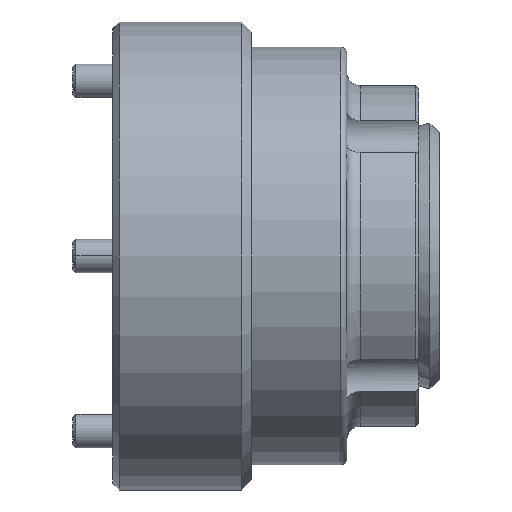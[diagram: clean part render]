
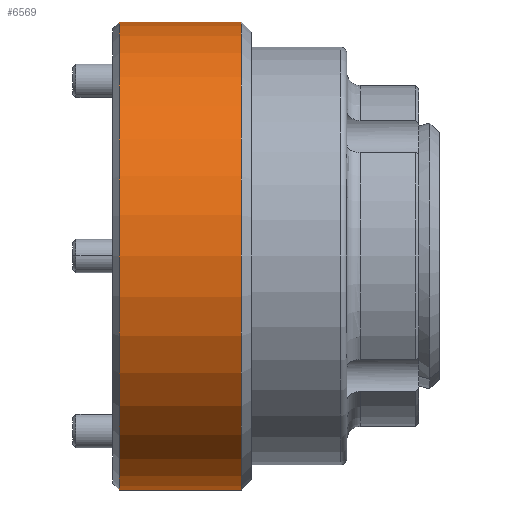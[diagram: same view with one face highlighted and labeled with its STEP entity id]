
A CAD part, front view. The second image highlights one B-rep face of the part: STEP entity #6569.
In plain terms, the highlighted cylindrical face has radius 70 mm (diameter 140 mm), a partial arc.
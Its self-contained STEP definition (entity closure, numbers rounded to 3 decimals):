
#58 = CARTESIAN_POINT ( 'NONE',  ( 38.5, 0., 70. ) ) ;
#61 = DIRECTION ( 'NONE',  ( 0., 0., 1. ) ) ;
#134 = ORIENTED_EDGE ( 'NONE', *, *, #7092, .T. ) ;
#227 = EDGE_CURVE ( 'NONE', #1123, #6647, #5252, .T. ) ;
#545 = CIRCLE ( 'NONE', #5043, 70. ) ;
#664 = CYLINDRICAL_SURFACE ( 'NONE', #1698, 70. ) ;
#1123 = VERTEX_POINT ( 'NONE', #7121 ) ;
#1174 = CARTESIAN_POINT ( 'NONE',  ( 38.5, 0., 0. ) ) ;
#1210 = ORIENTED_EDGE ( 'NONE', *, *, #4815, .T. ) ;
#1235 = CARTESIAN_POINT ( 'NONE',  ( 2., 0., 70. ) ) ;
#1301 = DIRECTION ( 'NONE',  ( 0., 0., -1. ) ) ;
#1698 = AXIS2_PLACEMENT_3D ( 'NONE', #3122, #5556, #61 ) ;
#2049 = DIRECTION ( 'NONE',  ( -1., 0., 0. ) ) ;
#2204 = DIRECTION ( 'NONE',  ( -1., 0., 0. ) ) ;
#2413 = CIRCLE ( 'NONE', #5858, 70. ) ;
#3122 = CARTESIAN_POINT ( 'NONE',  ( 0., 0., 0. ) ) ;
#3627 = DIRECTION ( 'NONE',  ( -1., 0., 0. ) ) ;
#3802 = VECTOR ( 'NONE', #2049, 1000. ) ;
#4303 = VECTOR ( 'NONE', #2204, 1000. ) ;
#4355 = CARTESIAN_POINT ( 'NONE',  ( 2., 0., 0. ) ) ;
#4658 = VERTEX_POINT ( 'NONE', #1235 ) ;
#4815 = EDGE_CURVE ( 'NONE', #5197, #4658, #5097, .T. ) ;
#5043 = AXIS2_PLACEMENT_3D ( 'NONE', #4355, #6783, #1301 ) ;
#5097 = LINE ( 'NONE', #7523, #3802 ) ;
#5197 = VERTEX_POINT ( 'NONE', #58 ) ;
#5252 = LINE ( 'NONE', #7673, #4303 ) ;
#5556 = DIRECTION ( 'NONE',  ( -1., 0., 0. ) ) ;
#5610 = EDGE_CURVE ( 'NONE', #1123, #5197, #2413, .T. ) ;
#5684 = CARTESIAN_POINT ( 'NONE',  ( 2., 0., -70. ) ) ;
#5836 = ORIENTED_EDGE ( 'NONE', *, *, #227, .F. ) ;
#5858 = AXIS2_PLACEMENT_3D ( 'NONE', #1174, #3627, #6066 ) ;
#6066 = DIRECTION ( 'NONE',  ( 0., 0., 1. ) ) ;
#6158 = FACE_OUTER_BOUND ( 'NONE', #7609, .T. ) ;
#6569 = ADVANCED_FACE ( 'NONE', ( #6158 ), #664, .T. ) ;
#6647 = VERTEX_POINT ( 'NONE', #5684 ) ;
#6783 = DIRECTION ( 'NONE',  ( 1., 0., 0. ) ) ;
#7092 = EDGE_CURVE ( 'NONE', #4658, #6647, #545, .T. ) ;
#7121 = CARTESIAN_POINT ( 'NONE',  ( 38.5, 0., -70. ) ) ;
#7174 = ORIENTED_EDGE ( 'NONE', *, *, #5610, .T. ) ;
#7523 = CARTESIAN_POINT ( 'NONE',  ( 0., 0., 70. ) ) ;
#7609 = EDGE_LOOP ( 'NONE', ( #5836, #7174, #1210, #134 ) ) ;
#7673 = CARTESIAN_POINT ( 'NONE',  ( 0., 0., -70. ) ) ;
